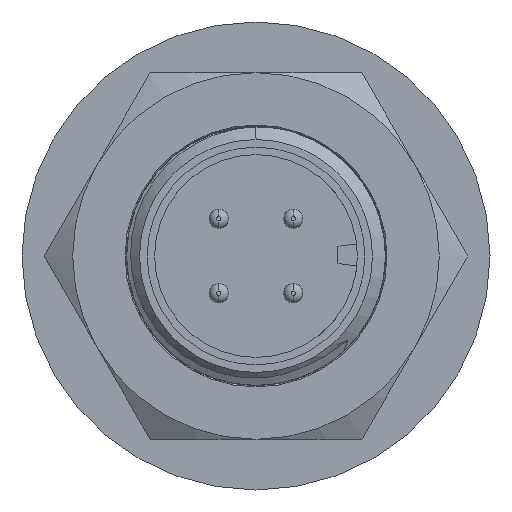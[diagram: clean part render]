
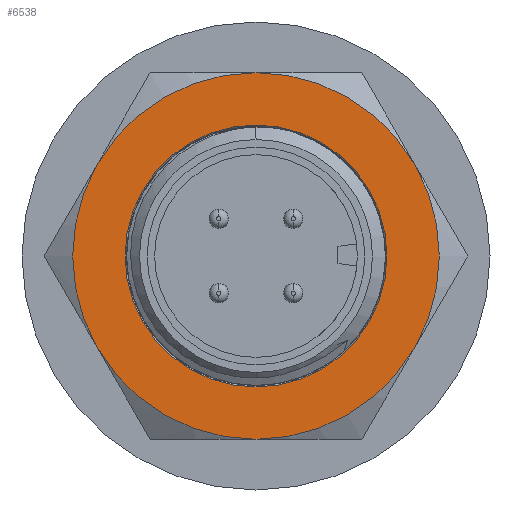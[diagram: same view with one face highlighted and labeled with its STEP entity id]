
A CAD part, front view. The second image highlights one B-rep face of the part: STEP entity #6538.
In plain terms, the highlighted planar face has unit normal (0, -1, 0).
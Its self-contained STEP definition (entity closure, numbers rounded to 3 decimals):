
#424 = EDGE_CURVE ( 'NONE', #13054, #21453, #3340, .T. ) ;
#2153 = EDGE_LOOP ( 'NONE', ( #13516, #10458 ) ) ;
#2695 = DIRECTION ( 'NONE',  ( 0., 0., -1. ) ) ;
#2900 = AXIS2_PLACEMENT_3D ( 'NONE', #5938, #3688, #3874 ) ;
#2940 = CARTESIAN_POINT ( 'NONE',  ( 0., 9., 0. ) ) ;
#3274 = ORIENTED_EDGE ( 'NONE', *, *, #19071, .T. ) ;
#3340 = CIRCLE ( 'NONE', #16736, 8.5 ) ;
#3481 = DIRECTION ( 'NONE',  ( 0., 0., 1. ) ) ;
#3688 = DIRECTION ( 'NONE',  ( 0., -1., 0. ) ) ;
#3807 = CARTESIAN_POINT ( 'NONE',  ( 0., 9., -8.5 ) ) ;
#3874 = DIRECTION ( 'NONE',  ( -0.866, 0., 0.5 ) ) ;
#4367 = EDGE_CURVE ( 'NONE', #21637, #9841, #11503, .T. ) ;
#4750 = ORIENTED_EDGE ( 'NONE', *, *, #424, .T. ) ;
#5044 = CARTESIAN_POINT ( 'NONE',  ( -7.361, 9., 4.25 ) ) ;
#5938 = CARTESIAN_POINT ( 'NONE',  ( 0., 9., 0. ) ) ;
#6538 = ADVANCED_FACE ( 'NONE', ( #26612, #11113 ), #16386, .F. ) ;
#6650 = DIRECTION ( 'NONE',  ( -0.866, 0., -0.5 ) ) ;
#6987 = CARTESIAN_POINT ( 'NONE',  ( 0., 9., 8.5 ) ) ;
#7884 = VERTEX_POINT ( 'NONE', #5044 ) ;
#8067 = VERTEX_POINT ( 'NONE', #14033 ) ;
#8807 = CIRCLE ( 'NONE', #22729, 6.074 ) ;
#8991 = CARTESIAN_POINT ( 'NONE',  ( 0., 9., 0. ) ) ;
#9631 = CIRCLE ( 'NONE', #2900, 8.5 ) ;
#9691 = DIRECTION ( 'NONE',  ( 0., 1., 0. ) ) ;
#9841 = VERTEX_POINT ( 'NONE', #3807 ) ;
#10315 = CARTESIAN_POINT ( 'NONE',  ( 0., 9., 0. ) ) ;
#10457 = DIRECTION ( 'NONE',  ( 0., 0., 1. ) ) ;
#10458 = ORIENTED_EDGE ( 'NONE', *, *, #14149, .T. ) ;
#10829 = AXIS2_PLACEMENT_3D ( 'NONE', #27351, #16133, #2695 ) ;
#10955 = CIRCLE ( 'NONE', #17586, 8.5 ) ;
#11113 = FACE_OUTER_BOUND ( 'NONE', #15686, .T. ) ;
#11332 = AXIS2_PLACEMENT_3D ( 'NONE', #24095, #24003, #26254 ) ;
#11362 = CARTESIAN_POINT ( 'NONE',  ( 7.361, 9., -4.25 ) ) ;
#11503 = CIRCLE ( 'NONE', #13943, 8.5 ) ;
#11596 = CARTESIAN_POINT ( 'NONE',  ( -7.361, 9., -4.25 ) ) ;
#11739 = CIRCLE ( 'NONE', #10829, 8.5 ) ;
#12255 = EDGE_CURVE ( 'NONE', #7884, #21637, #9631, .T. ) ;
#12575 = CIRCLE ( 'NONE', #11332, 6.074 ) ;
#12633 = CARTESIAN_POINT ( 'NONE',  ( 0., 9., 0. ) ) ;
#13054 = VERTEX_POINT ( 'NONE', #27404 ) ;
#13516 = ORIENTED_EDGE ( 'NONE', *, *, #21176, .T. ) ;
#13943 = AXIS2_PLACEMENT_3D ( 'NONE', #8991, #24850, #6650 ) ;
#14033 = CARTESIAN_POINT ( 'NONE',  ( 0., 9., -6.074 ) ) ;
#14149 = EDGE_CURVE ( 'NONE', #16874, #8067, #12575, .T. ) ;
#15686 = EDGE_LOOP ( 'NONE', ( #22256, #22135, #25207, #3274, #4750, #21725 ) ) ;
#16133 = DIRECTION ( 'NONE',  ( 0., -1., 0. ) ) ;
#16386 = PLANE ( 'NONE',  #23799 ) ;
#16482 = DIRECTION ( 'NONE',  ( 0., 0., -1. ) ) ;
#16736 = AXIS2_PLACEMENT_3D ( 'NONE', #29066, #26895, #18139 ) ;
#16874 = VERTEX_POINT ( 'NONE', #24221 ) ;
#17509 = EDGE_CURVE ( 'NONE', #9841, #20565, #11739, .T. ) ;
#17586 = AXIS2_PLACEMENT_3D ( 'NONE', #10315, #26149, #21620 ) ;
#18139 = DIRECTION ( 'NONE',  ( 0.866, 0., 0.5 ) ) ;
#19071 = EDGE_CURVE ( 'NONE', #20565, #13054, #10955, .T. ) ;
#19076 = AXIS2_PLACEMENT_3D ( 'NONE', #21364, #21636, #3481 ) ;
#20565 = VERTEX_POINT ( 'NONE', #11362 ) ;
#21176 = EDGE_CURVE ( 'NONE', #8067, #16874, #8807, .T. ) ;
#21364 = CARTESIAN_POINT ( 'NONE',  ( 0., 9., 0. ) ) ;
#21453 = VERTEX_POINT ( 'NONE', #6987 ) ;
#21620 = DIRECTION ( 'NONE',  ( 0.866, 0., -0.5 ) ) ;
#21636 = DIRECTION ( 'NONE',  ( 0., -1., 0. ) ) ;
#21637 = VERTEX_POINT ( 'NONE', #11596 ) ;
#21725 = ORIENTED_EDGE ( 'NONE', *, *, #27715, .T. ) ;
#21765 = DIRECTION ( 'NONE',  ( 0., 1., 0. ) ) ;
#22135 = ORIENTED_EDGE ( 'NONE', *, *, #4367, .T. ) ;
#22256 = ORIENTED_EDGE ( 'NONE', *, *, #12255, .T. ) ;
#22729 = AXIS2_PLACEMENT_3D ( 'NONE', #12633, #21765, #10457 ) ;
#23799 = AXIS2_PLACEMENT_3D ( 'NONE', #2940, #9691, #16482 ) ;
#24003 = DIRECTION ( 'NONE',  ( 0., 1., 0. ) ) ;
#24095 = CARTESIAN_POINT ( 'NONE',  ( 0., 9., 0. ) ) ;
#24221 = CARTESIAN_POINT ( 'NONE',  ( 0., 9., 6.074 ) ) ;
#24850 = DIRECTION ( 'NONE',  ( 0., -1., 0. ) ) ;
#25207 = ORIENTED_EDGE ( 'NONE', *, *, #17509, .T. ) ;
#26149 = DIRECTION ( 'NONE',  ( 0., -1., 0. ) ) ;
#26254 = DIRECTION ( 'NONE',  ( 0., 0., 1. ) ) ;
#26612 = FACE_BOUND ( 'NONE', #2153, .T. ) ;
#26895 = DIRECTION ( 'NONE',  ( 0., -1., 0. ) ) ;
#27351 = CARTESIAN_POINT ( 'NONE',  ( 0., 9., 0. ) ) ;
#27404 = CARTESIAN_POINT ( 'NONE',  ( 7.361, 9., 4.25 ) ) ;
#27715 = EDGE_CURVE ( 'NONE', #21453, #7884, #28406, .T. ) ;
#28406 = CIRCLE ( 'NONE', #19076, 8.5 ) ;
#29066 = CARTESIAN_POINT ( 'NONE',  ( 0., 9., 0. ) ) ;
